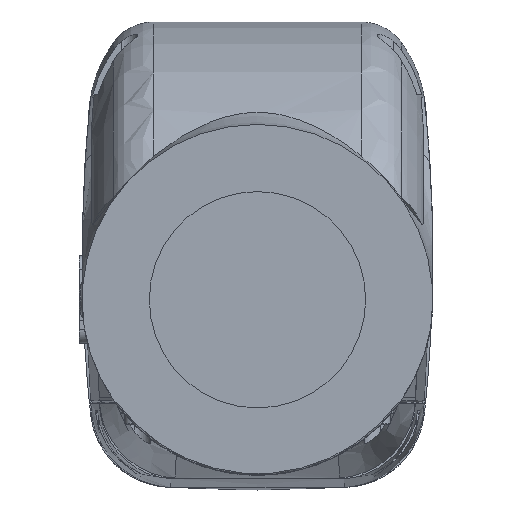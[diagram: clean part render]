
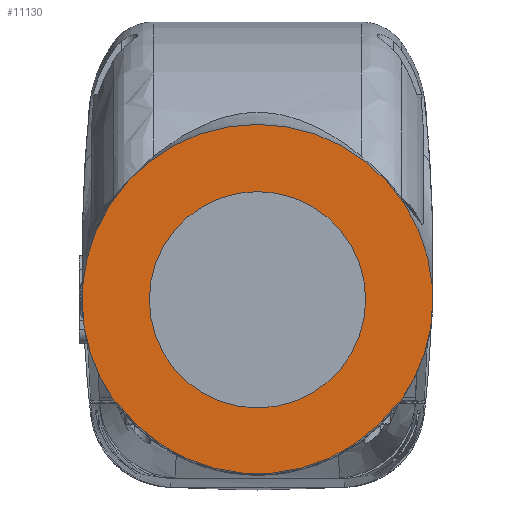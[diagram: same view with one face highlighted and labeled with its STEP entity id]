
A CAD part, front view. The second image highlights one B-rep face of the part: STEP entity #11130.
In plain terms, the highlighted planar face has unit normal (0, -1, 0).
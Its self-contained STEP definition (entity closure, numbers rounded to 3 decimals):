
#54=CARTESIAN_POINT('',(-439.56,96.,14.921));
#55=DIRECTION('',(0.,1.,0.));
#56=DIRECTION('',(1.,0.,-0.021));
#57=AXIS2_PLACEMENT_3D('',#54,#55,#56);
#63=DIRECTION('',(1.,0.,0.));
#64=VECTOR('',#63,0.283);
#65=CARTESIAN_POINT('',(59.717,96.,0.));
#66=LINE('',#65,#64);
#70=CARTESIAN_POINT('',(0.,96.,0.));
#71=DIRECTION('',(0.,1.,0.));
#72=DIRECTION('',(1.,0.,0.));
#73=AXIS2_PLACEMENT_3D('',#70,#71,#72);
#78=DIRECTION('',(-1.,0.,0.));
#79=VECTOR('',#78,0.617);
#80=CARTESIAN_POINT('',(48.734,96.,-35.));
#81=LINE('',#80,#79);
#85=CARTESIAN_POINT('',(0.,96.,0.));
#86=DIRECTION('',(0.,1.,0.));
#87=DIRECTION('',(0.809,0.,-0.588));
#88=AXIS2_PLACEMENT_3D('',#85,#86,#87);
#93=DIRECTION('',(-1.,0.,0.));
#94=VECTOR('',#93,0.617);
#95=CARTESIAN_POINT('',(-48.117,96.,-35.));
#96=LINE('',#95,#94);
#100=CARTESIAN_POINT('',(0.,96.,0.));
#101=DIRECTION('',(0.,1.,0.));
#102=DIRECTION('',(-0.812,0.,-0.583));
#103=AXIS2_PLACEMENT_3D('',#100,#101,#102);
#108=DIRECTION('',(1.,0.,0.));
#109=VECTOR('',#108,0.283);
#110=CARTESIAN_POINT('',(-60.,96.,0.));
#111=LINE('',#110,#109);
#115=CARTESIAN_POINT('',(439.56,96.,14.921));
#116=DIRECTION('',(0.,1.,0.));
#117=DIRECTION('',(-1.,0.,-0.03));
#118=AXIS2_PLACEMENT_3D('',#115,#116,#117);
#123=CARTESIAN_POINT('',(0.,96.,0.));
#124=DIRECTION('',(0.,1.,0.));
#125=DIRECTION('',(0.,0.,-1.));
#126=AXIS2_PLACEMENT_3D('',#123,#124,#125);
#131=CARTESIAN_POINT('',(0.,96.,0.));
#132=DIRECTION('',(0.,1.,0.));
#133=DIRECTION('',(0.,0.,1.));
#134=AXIS2_PLACEMENT_3D('',#131,#132,#133);
#5921=CARTESIAN_POINT('',(59.829,96.,4.389));
#5942=CARTESIAN_POINT('',(0.,96.,0.));
#5943=DIRECTION('',(0.,-1.,0.));
#5944=DIRECTION('',(0.997,0.,0.073));
#5945=AXIS2_PLACEMENT_3D('',#5942,#5943,#5944);
#5966=CARTESIAN_POINT('',(-59.829,96.,4.389));
#9783=CARTESIAN_POINT('',(48.117,96.,-35.));
#9808=CARTESIAN_POINT('',(-48.117,96.,-35.));
#9855=VERTEX_POINT('',#5921);
#9858=VERTEX_POINT('',#5966);
#10037=CARTESIAN_POINT('',(-48.734,96.,-35.));
#10038=CARTESIAN_POINT('',(-60.,96.,0.));
#10039=VERTEX_POINT('',#10037);
#10040=VERTEX_POINT('',#10038);
#10041=CARTESIAN_POINT('',(60.,96.,0.));
#10042=CARTESIAN_POINT('',(48.734,96.,-35.));
#10043=VERTEX_POINT('',#10041);
#10044=VERTEX_POINT('',#10042);
#10057=VERTEX_POINT('',#9783);
#10060=VERTEX_POINT('',#9808);
#10061=CARTESIAN_POINT('',(59.717,96.,0.));
#10062=VERTEX_POINT('',#10061);
#10063=CARTESIAN_POINT('',(-59.717,96.,0.));
#10064=VERTEX_POINT('',#10063);
#11093=CARTESIAN_POINT('',(0.,96.,-37.));
#11094=CARTESIAN_POINT('',(0.,96.,37.));
#11095=VERTEX_POINT('',#11093);
#11096=VERTEX_POINT('',#11094);
#11097=CARTESIAN_POINT('',(0.,96.,0.));
#11098=DIRECTION('',(0.,1.,0.));
#11099=DIRECTION('',(1.,0.,0.));
#11100=AXIS2_PLACEMENT_3D('',#11097,#11098,#11099);
#11101=PLANE('',#11100);
#11103=ORIENTED_EDGE('',*,*,#11102,.T.);
#11105=ORIENTED_EDGE('',*,*,#11104,.T.);
#11107=ORIENTED_EDGE('',*,*,#11106,.T.);
#11109=ORIENTED_EDGE('',*,*,#11108,.T.);
#11111=ORIENTED_EDGE('',*,*,#11110,.T.);
#11113=ORIENTED_EDGE('',*,*,#11112,.T.);
#11115=ORIENTED_EDGE('',*,*,#11114,.T.);
#11117=ORIENTED_EDGE('',*,*,#11116,.T.);
#11119=ORIENTED_EDGE('',*,*,#11118,.T.);
#11121=ORIENTED_EDGE('',*,*,#11120,.F.);
#11122=EDGE_LOOP('',(#11103,#11105,#11107,#11109,#11111,#11113,#11115,#11117,
#11119,#11121));
#11123=FACE_OUTER_BOUND('',#11122,.F.);
#11125=ORIENTED_EDGE('',*,*,#11124,.F.);
#11127=ORIENTED_EDGE('',*,*,#11126,.F.);
#11128=EDGE_LOOP('',(#11125,#11127));
#11129=FACE_BOUND('',#11128,.F.);
#58=CIRCLE('',#57,499.5);
#74=CIRCLE('',#73,60.);
#89=CIRCLE('',#88,59.5);
#104=CIRCLE('',#103,60.);
#119=CIRCLE('',#118,499.5);
#127=CIRCLE('',#126,37.);
#135=CIRCLE('',#134,37.);
#5946=CIRCLE('',#5945,59.99);
#11102=EDGE_CURVE('',#9855,#10062,#58,.T.);
#11104=EDGE_CURVE('',#10062,#10043,#66,.T.);
#11106=EDGE_CURVE('',#10043,#10044,#74,.T.);
#11108=EDGE_CURVE('',#10044,#10057,#81,.T.);
#11110=EDGE_CURVE('',#10057,#10060,#89,.T.);
#11112=EDGE_CURVE('',#10060,#10039,#96,.T.);
#11114=EDGE_CURVE('',#10039,#10040,#104,.T.);
#11116=EDGE_CURVE('',#10040,#10064,#111,.T.);
#11118=EDGE_CURVE('',#10064,#9858,#119,.T.);
#11120=EDGE_CURVE('',#9855,#9858,#5946,.T.);
#11124=EDGE_CURVE('',#11095,#11096,#127,.T.);
#11126=EDGE_CURVE('',#11096,#11095,#135,.T.);
#11130=ADVANCED_FACE('',(#11123,#11129),#11101,.F.);
